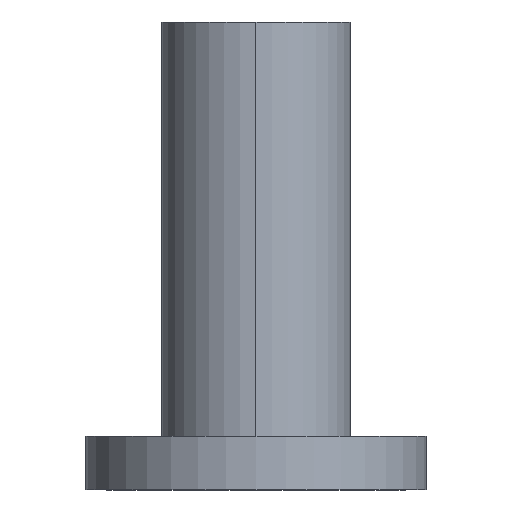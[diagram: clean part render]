
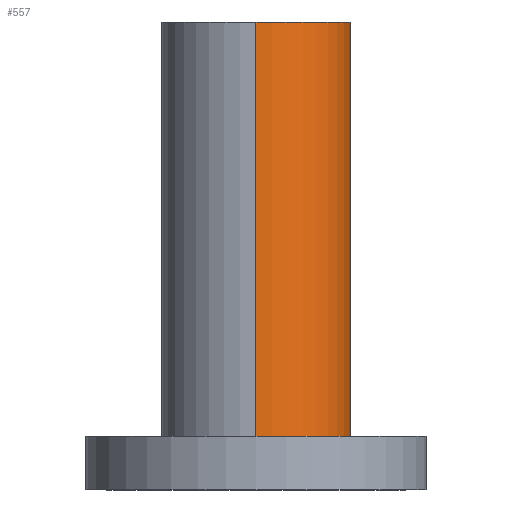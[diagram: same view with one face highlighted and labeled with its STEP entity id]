
A CAD part, left-side view. The second image highlights one B-rep face of the part: STEP entity #557.
In plain terms, the highlighted cylindrical face has radius 16.669 mm (diameter 33.337 mm), a partial arc.
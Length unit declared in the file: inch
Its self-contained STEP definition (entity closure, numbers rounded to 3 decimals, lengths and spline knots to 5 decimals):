
#347=CARTESIAN_POINT('',(-9.4675,0.,-2.39));
#348=DIRECTION('',(0.,0.,-1.));
#349=DIRECTION('',(1.,0.,0.));
#350=AXIS2_PLACEMENT_3D('',#347,#348,#349);
#352=CARTESIAN_POINT('',(-8.81125,0.,0.3175));
#353=CARTESIAN_POINT('',(-8.81125,-0.01864,0.3175));
#354=CARTESIAN_POINT('',(-8.81281,-0.05598,
0.31431));
#355=CARTESIAN_POINT('',(-8.82027,-0.11326,
0.2986));
#356=CARTESIAN_POINT('',(-8.83206,-0.16677,
0.27239));
#357=CARTESIAN_POINT('',(-8.847,-0.21542,
0.23586));
#358=CARTESIAN_POINT('',(-8.86287,-0.25613,
0.19089));
#359=CARTESIAN_POINT('',(-8.87741,-0.28763,
0.13877));
#360=CARTESIAN_POINT('',(-8.88788,-0.30788,
0.08436));
#361=CARTESIAN_POINT('',(-8.89341,-0.31794,
0.0279));
#362=CARTESIAN_POINT('',(-8.89341,-0.31794,
-0.02794));
#363=CARTESIAN_POINT('',(-8.88787,-0.30787,
-0.08439));
#364=CARTESIAN_POINT('',(-8.8774,-0.28761,
-0.13879));
#365=CARTESIAN_POINT('',(-8.86287,-0.25613,
-0.1909));
#366=CARTESIAN_POINT('',(-8.84698,-0.21536,
-0.23591));
#367=CARTESIAN_POINT('',(-8.83205,-0.16674,
-0.27241));
#368=CARTESIAN_POINT('',(-8.82026,-0.11324,
-0.29861));
#369=CARTESIAN_POINT('',(-8.81281,-0.05601,
-0.3143));
#370=CARTESIAN_POINT('',(-8.81125,-0.01866,-0.3175));
#371=CARTESIAN_POINT('',(-8.81125,0.,-0.3175));
#373=CARTESIAN_POINT('',(-8.81125,0.,-1.87));
#374=CARTESIAN_POINT('',(-8.81125,-0.0071,-1.87));
#375=CARTESIAN_POINT('',(-8.81147,-0.02115,
-1.86836));
#376=CARTESIAN_POINT('',(-8.81255,-0.04299,
-1.85989));
#377=CARTESIAN_POINT('',(-8.81411,-0.06195,
-1.84599));
#378=CARTESIAN_POINT('',(-8.81573,-0.07692,
-1.82827));
#379=CARTESIAN_POINT('',(-8.81716,-0.08801,
-1.80625));
#380=CARTESIAN_POINT('',(-8.81795,-0.09355,
-1.78214));
#381=CARTESIAN_POINT('',(-8.81796,-0.09359,
-1.75821));
#382=CARTESIAN_POINT('',(-8.81717,-0.0881,
-1.73399));
#383=CARTESIAN_POINT('',(-8.81575,-0.07707,
-1.71197));
#384=CARTESIAN_POINT('',(-8.81413,-0.06216,
-1.69419));
#385=CARTESIAN_POINT('',(-8.81255,-0.04308,
-1.68014));
#386=CARTESIAN_POINT('',(-8.81147,-0.02115,
-1.67164));
#387=CARTESIAN_POINT('',(-8.81125,-0.00709,-1.67));
#388=CARTESIAN_POINT('',(-8.81125,0.,-1.67));
#390=DIRECTION('',(0.,0.,1.));
#391=VECTOR('',#390,0.52);
#392=CARTESIAN_POINT('',(-8.81125,0.,-2.39));
#393=LINE('',#392,#391);
#411=DIRECTION('',(0.,0.,1.));
#412=VECTOR('',#411,1.3525);
#413=CARTESIAN_POINT('',(-8.81125,0.,-1.67));
#414=LINE('',#413,#412);
#436=DIRECTION('',(0.,0.,1.));
#437=VECTOR('',#436,0.245);
#438=CARTESIAN_POINT('',(-8.81125,0.,0.3175));
#439=LINE('',#438,#437);
#440=DIRECTION('',(0.,0.,1.));
#441=VECTOR('',#440,2.9525);
#442=CARTESIAN_POINT('',(-10.12375,0.,-2.39));
#443=LINE('',#442,#441);
#510=CARTESIAN_POINT('',(-9.4675,0.,0.5625));
#511=DIRECTION('',(0.,0.,-1.));
#512=DIRECTION('',(1.,0.,0.));
#513=AXIS2_PLACEMENT_3D('',#510,#511,#512);
#515=CARTESIAN_POINT('',(-10.12375,0.,-2.39));
#516=CARTESIAN_POINT('',(-10.12375,0.,0.5625));
#517=VERTEX_POINT('',#515);
#518=VERTEX_POINT('',#516);
#519=CARTESIAN_POINT('',(-8.81125,0.,-2.39));
#520=VERTEX_POINT('',#519);
#521=CARTESIAN_POINT('',(-8.81125,0.,0.5625));
#522=VERTEX_POINT('',#521);
#523=VERTEX_POINT('',#371);
#524=VERTEX_POINT('',#352);
#525=CARTESIAN_POINT('',(-8.81125,0.,-1.87));
#526=VERTEX_POINT('',#525);
#527=CARTESIAN_POINT('',(-8.81125,0.,-1.67));
#528=VERTEX_POINT('',#527);
#534=CARTESIAN_POINT('',(-9.4675,0.,0.71013));
#535=DIRECTION('',(0.,0.,-1.));
#536=DIRECTION('',(-1.,0.,0.));
#537=AXIS2_PLACEMENT_3D('',#534,#535,#536);
#538=CYLINDRICAL_SURFACE('',#537,0.65625);
#540=ORIENTED_EDGE('',*,*,#539,.F.);
#542=ORIENTED_EDGE('',*,*,#541,.T.);
#544=ORIENTED_EDGE('',*,*,#543,.T.);
#546=ORIENTED_EDGE('',*,*,#545,.F.);
#548=ORIENTED_EDGE('',*,*,#547,.F.);
#550=ORIENTED_EDGE('',*,*,#549,.T.);
#552=ORIENTED_EDGE('',*,*,#551,.F.);
#554=ORIENTED_EDGE('',*,*,#553,.F.);
#555=EDGE_LOOP('',(#540,#542,#544,#546,#548,#550,#552,#554));
#556=FACE_OUTER_BOUND('',#555,.F.);
#557=ADVANCED_FACE('',(#556),#538,.T.);
#351=CIRCLE('',#350,0.65625);
#372=B_SPLINE_CURVE_WITH_KNOTS('',3,(#352,#353,#354,#355,#356,#357,#358,#359,
#360,#361,#362,#363,#364,#365,#366,#367,#368,#369,#370,#371),.UNSPECIFIED.,.F.,
.F.,(4,1,1,1,1,1,1,1,1,1,1,1,1,1,1,1,1,4),(0.,0.05882,
0.11765,0.17647,0.23529,0.29412,
0.35294,0.41176,0.47059,0.52941,
0.58824,0.64706,0.70588,0.76471,
0.82353,0.88235,0.94118,1.),.UNSPECIFIED.);
#389=B_SPLINE_CURVE_WITH_KNOTS('',3,(#373,#374,#375,#376,#377,#378,#379,#380,
#381,#382,#383,#384,#385,#386,#387,#388),.UNSPECIFIED.,.F.,.F.,(4,1,1,1,1,1,1,1,
1,1,1,1,1,4),(0.,0.07692,0.15385,0.23077,
0.30769,0.38462,0.46154,0.53846,
0.61538,0.69231,0.76923,0.84615,
0.92308,1.),.UNSPECIFIED.);
#514=CIRCLE('',#513,0.65625);
#539=EDGE_CURVE('',#520,#526,#393,.T.);
#541=EDGE_CURVE('',#520,#517,#351,.T.);
#543=EDGE_CURVE('',#517,#518,#443,.T.);
#545=EDGE_CURVE('',#522,#518,#514,.T.);
#547=EDGE_CURVE('',#524,#522,#439,.T.);
#549=EDGE_CURVE('',#524,#523,#372,.T.);
#551=EDGE_CURVE('',#528,#523,#414,.T.);
#553=EDGE_CURVE('',#526,#528,#389,.T.);
